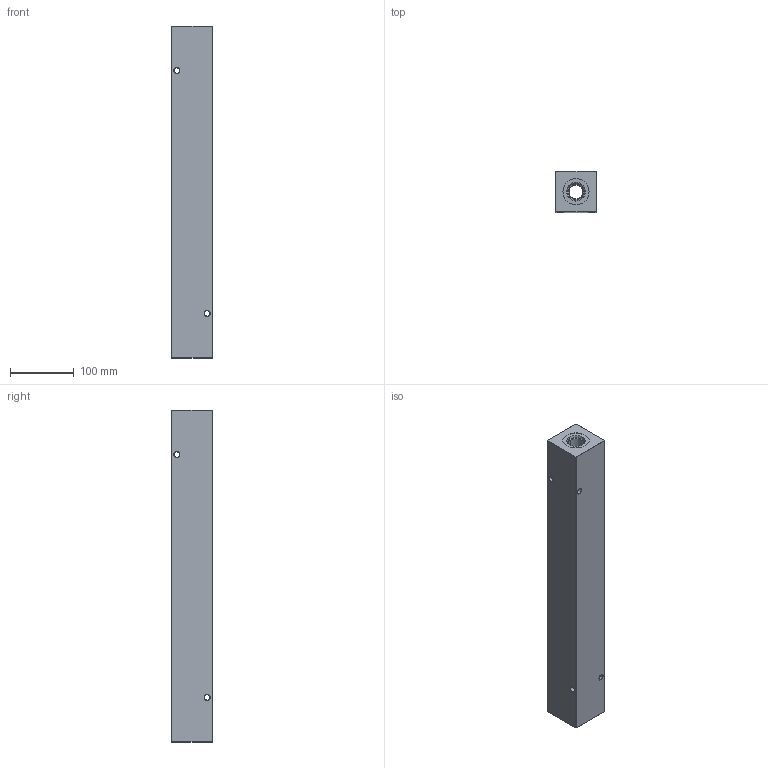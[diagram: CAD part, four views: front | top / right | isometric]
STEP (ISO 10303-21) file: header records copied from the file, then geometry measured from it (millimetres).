
FILE_DESCRIPTION (( 'STEP AP203' ), '1' );
FILE_NAME ('HM-8-0-S-12-10.STEP', '2020-10-23T20:11:32', ( '' ), ( '' ), 'SwSTEP 2.0', 'SolidWorks 2019', '' );
FILE_SCHEMA (( 'CONFIG_CONTROL_DESIGN' ));
Length unit declared in the file: inch
Products named in the file (1): HM-8-0-S-12-10
Bounding box: 63.5 x 63.5 x 520.7 mm (x, y, z)
Volume: 1812502.6 mm3; surface area: 188198.4 mm2
Topology: 1 solids, 1 shells, 591 faces, 1529 edges, 984 vertices
Faces by surface type: plane 241, bspline 200, cone 76, cylinder 74
Entity records: 28504 total; most frequent: CARTESIAN_POINT 15401, ORIENTED_EDGE 3058, DIRECTION 1999, EDGE_CURVE 1529, VERTEX_POINT 984, LINE 851, VECTOR 851, EDGE_LOOP 665
